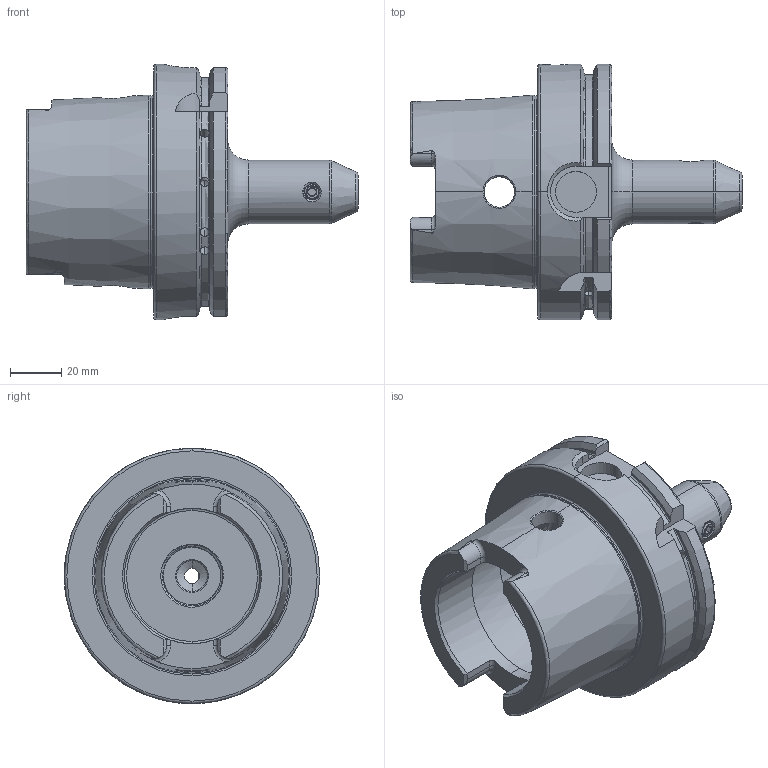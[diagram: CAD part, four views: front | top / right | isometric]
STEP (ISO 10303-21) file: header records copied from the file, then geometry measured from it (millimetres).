
FILE_DESCRIPTION (( 'STEP AP203' ), '1' );
FILE_NAME ('A100.04.06.STEP', '2016-09-05T08:02:00', ( '' ), ( '' ), 'SwSTEP 2.0', 'SolidWorks 2012', '' );
FILE_SCHEMA (( 'CONFIG_CONTROL_DESIGN' ));
Products named in the file (3): A100.04.06; 側固6_M6x1_10L
Assembly tree (2 placements, depth 2):
  A100.04.06
    A100.04.06
    側固6_M6x1_10L
Bounding box: 130 x 100 x 100 mm (x, y, z)
Volume: 273110.2 mm3; surface area: 56607.3 mm2
Topology: 2 solids, 2 shells, 286 faces, 775 edges, 491 vertices
Faces by surface type: cylinder 116, plane 54, cone 48, torus 35, bspline 31, sphere 2
Entity records: 32685 total; most frequent: CARTESIAN_POINT 26010, ORIENTED_EDGE 1526, DIRECTION 1130, EDGE_CURVE 763, VERTEX_POINT 491, AXIS2_PLACEMENT_3D 453, EDGE_LOOP 304, FACE_OUTER_BOUND 286
